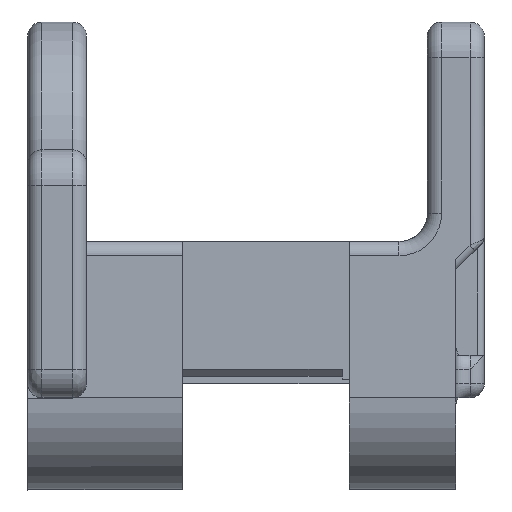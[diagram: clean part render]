
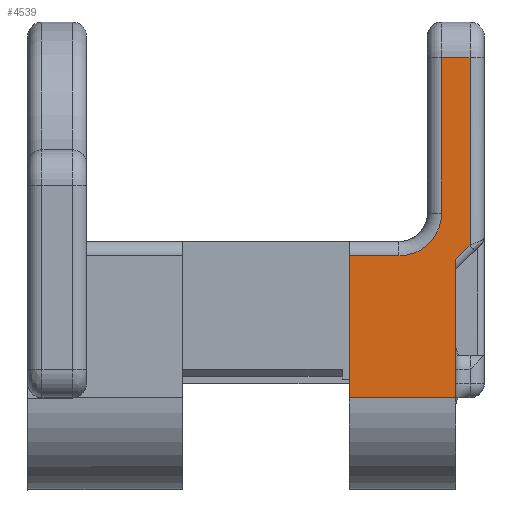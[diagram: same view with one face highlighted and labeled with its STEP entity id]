
A CAD part, front view. The second image highlights one B-rep face of the part: STEP entity #4539.
In plain terms, the highlighted planar face has unit normal (0, -1, 0).
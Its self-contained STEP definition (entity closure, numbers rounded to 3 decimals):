
#336=LINE('',#7668,#738);
#339=LINE('',#7681,#741);
#340=LINE('',#7683,#742);
#341=LINE('',#7685,#743);
#342=LINE('',#7687,#744);
#343=LINE('',#7691,#745);
#344=LINE('',#7693,#746);
#345=LINE('',#7694,#747);
#738=VECTOR('',#5706,10.);
#741=VECTOR('',#5721,10.);
#742=VECTOR('',#5722,10.);
#743=VECTOR('',#5723,10.);
#744=VECTOR('',#5724,10.);
#745=VECTOR('',#5727,10.);
#746=VECTOR('',#5728,10.);
#747=VECTOR('',#5729,10.);
#1153=FACE_OUTER_BOUND('',#1430,.T.);
#1430=EDGE_LOOP('',(#3363,#3364,#3365,#3366,#3367,#3368,#3369,#3370,#3371));
#1730=CIRCLE('',#4913,3.);
#2070=VERTEX_POINT('',#7658);
#2072=VERTEX_POINT('',#7664);
#2077=VERTEX_POINT('',#7680);
#2078=VERTEX_POINT('',#7682);
#2079=VERTEX_POINT('',#7684);
#2080=VERTEX_POINT('',#7686);
#2081=VERTEX_POINT('',#7688);
#2082=VERTEX_POINT('',#7690);
#2083=VERTEX_POINT('',#7692);
#2565=EDGE_CURVE('',#2070,#2072,#336,.T.);
#2571=EDGE_CURVE('',#2077,#2072,#339,.T.);
#2572=EDGE_CURVE('',#2078,#2070,#340,.T.);
#2573=EDGE_CURVE('',#2079,#2078,#341,.T.);
#2574=EDGE_CURVE('',#2080,#2079,#342,.T.);
#2575=EDGE_CURVE('',#2081,#2080,#1730,.T.);
#2576=EDGE_CURVE('',#2082,#2081,#343,.T.);
#2577=EDGE_CURVE('',#2083,#2082,#344,.F.);
#2578=EDGE_CURVE('',#2083,#2077,#345,.T.);
#3363=ORIENTED_EDGE('',*,*,#2571,.T.);
#3364=ORIENTED_EDGE('',*,*,#2565,.F.);
#3365=ORIENTED_EDGE('',*,*,#2572,.F.);
#3366=ORIENTED_EDGE('',*,*,#2573,.F.);
#3367=ORIENTED_EDGE('',*,*,#2574,.F.);
#3368=ORIENTED_EDGE('',*,*,#2575,.F.);
#3369=ORIENTED_EDGE('',*,*,#2576,.F.);
#3370=ORIENTED_EDGE('',*,*,#2577,.F.);
#3371=ORIENTED_EDGE('',*,*,#2578,.T.);
#4395=PLANE('',#4912);
#4539=ADVANCED_FACE('',(#1153),#4395,.T.);
#4912=AXIS2_PLACEMENT_3D('',#7679,#5719,#5720);
#4913=AXIS2_PLACEMENT_3D('',#7689,#5725,#5726);
#5706=DIRECTION('',(-0.707,0.,-0.707));
#5719=DIRECTION('center_axis',(0.,-1.,0.));
#5720=DIRECTION('ref_axis',(0.,0.,1.));
#5721=DIRECTION('',(0.,0.,1.));
#5722=DIRECTION('',(0.,0.,-1.));
#5723=DIRECTION('',(1.,0.,0.));
#5724=DIRECTION('',(0.,0.,1.));
#5725=DIRECTION('center_axis',(0.,-1.,0.));
#5726=DIRECTION('ref_axis',(0.707,0.,-0.707));
#5727=DIRECTION('',(1.,0.,0.));
#5728=DIRECTION('',(0.,0.,-1.));
#5729=DIRECTION('',(1.,0.,0.));
#7658=CARTESIAN_POINT('',(23.07,223.288,64.316));
#7664=CARTESIAN_POINT('',(22.07,223.288,63.316));
#7668=CARTESIAN_POINT('',(19.214,223.288,60.461));
#7679=CARTESIAN_POINT('Origin',(19.07,223.288,53.602));
#7680=CARTESIAN_POINT('',(22.07,223.288,53.602));
#7681=CARTESIAN_POINT('',(22.07,223.288,54.358));
#7682=CARTESIAN_POINT('',(23.07,223.288,77.564));
#7683=CARTESIAN_POINT('',(23.07,223.288,58.333));
#7684=CARTESIAN_POINT('',(21.07,223.288,77.564));
#7685=CARTESIAN_POINT('',(19.07,223.288,77.564));
#7686=CARTESIAN_POINT('',(21.07,223.288,66.609));
#7687=CARTESIAN_POINT('',(21.07,223.288,59.333));
#7688=CARTESIAN_POINT('',(18.07,223.288,63.609));
#7689=CARTESIAN_POINT('Origin',(18.07,223.288,66.609));
#7690=CARTESIAN_POINT('',(14.57,223.288,63.609));
#7691=CARTESIAN_POINT('',(19.07,223.288,63.609));
#7692=CARTESIAN_POINT('',(14.57,223.288,53.602));
#7693=CARTESIAN_POINT('',(14.57,223.288,54.333));
#7694=CARTESIAN_POINT('',(19.07,223.288,53.602));
